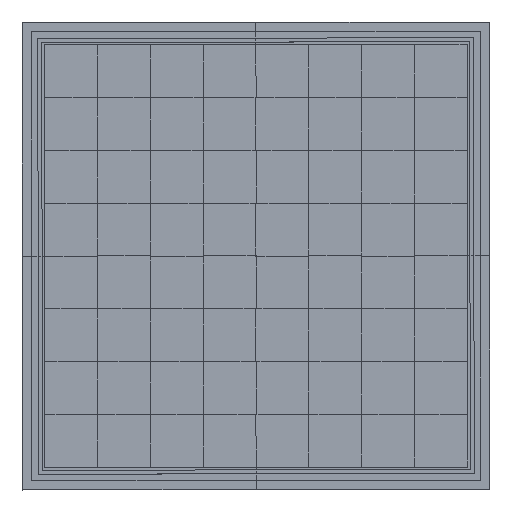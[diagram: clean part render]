
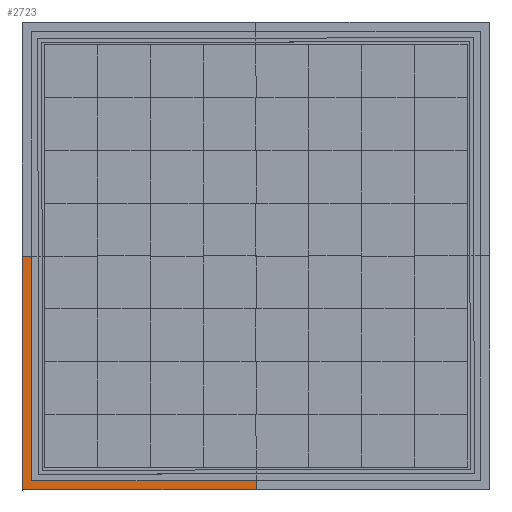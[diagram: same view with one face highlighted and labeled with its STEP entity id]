
A CAD part, top view. The second image highlights one B-rep face of the part: STEP entity #2723.
In plain terms, the highlighted planar face has unit normal (0, 0, 1).
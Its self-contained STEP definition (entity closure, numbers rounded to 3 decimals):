
#108=PLANE('',#3000);
#254=FACE_OUTER_BOUND('',#412,.T.);
#412=EDGE_LOOP('',(#2153,#2154,#2155,#2156,#2157,#2158));
#638=LINE('',#4144,#978);
#650=LINE('',#4169,#990);
#654=LINE('',#4176,#994);
#659=LINE('',#4187,#999);
#662=LINE('',#4191,#1002);
#663=LINE('',#4193,#1003);
#978=VECTOR('',#3411,10.);
#990=VECTOR('',#3431,10.);
#994=VECTOR('',#3437,10.);
#999=VECTOR('',#3446,10.);
#1002=VECTOR('',#3451,10.);
#1003=VECTOR('',#3454,10.);
#1296=VERTEX_POINT('',#4141);
#1297=VERTEX_POINT('',#4143);
#1305=VERTEX_POINT('',#4167);
#1306=VERTEX_POINT('',#4168);
#1311=VERTEX_POINT('',#4184);
#1312=VERTEX_POINT('',#4186);
#1578=EDGE_CURVE('',#1297,#1296,#638,.T.);
#1590=EDGE_CURVE('',#1305,#1306,#650,.T.);
#1594=EDGE_CURVE('',#1306,#1297,#654,.T.);
#1599=EDGE_CURVE('',#1312,#1311,#659,.T.);
#1602=EDGE_CURVE('',#1296,#1312,#662,.T.);
#1603=EDGE_CURVE('',#1311,#1305,#663,.T.);
#2153=ORIENTED_EDGE('',*,*,#1594,.T.);
#2154=ORIENTED_EDGE('',*,*,#1578,.T.);
#2155=ORIENTED_EDGE('',*,*,#1602,.T.);
#2156=ORIENTED_EDGE('',*,*,#1599,.T.);
#2157=ORIENTED_EDGE('',*,*,#1603,.T.);
#2158=ORIENTED_EDGE('',*,*,#1590,.T.);
#2723=ADVANCED_FACE('',(#254),#108,.T.);
#3000=AXIS2_PLACEMENT_3D('',#4195,#3456,#3457);
#3411=DIRECTION('',(-1.,0.,0.));
#3431=DIRECTION('',(-1.,0.,0.));
#3437=DIRECTION('',(0.,1.,0.));
#3446=DIRECTION('',(1.,0.,0.));
#3451=DIRECTION('',(0.,-1.,0.));
#3454=DIRECTION('',(0.,1.,0.));
#3456=DIRECTION('center_axis',(0.,0.,1.));
#3457=DIRECTION('ref_axis',(1.,0.,0.));
#4141=CARTESIAN_POINT('',(-97.,80.,3.));
#4143=CARTESIAN_POINT('',(-90.,80.,3.));
#4144=CARTESIAN_POINT('',(80.,80.,3.));
#4167=CARTESIAN_POINT('',(80.,-90.,3.));
#4168=CARTESIAN_POINT('',(-90.,-90.,3.));
#4169=CARTESIAN_POINT('',(-49.25,-90.,3.));
#4176=CARTESIAN_POINT('',(-90.,35.75,3.));
#4184=CARTESIAN_POINT('',(80.,-97.,3.));
#4186=CARTESIAN_POINT('',(-97.,-97.,3.));
#4187=CARTESIAN_POINT('',(-97.,-97.,3.));
#4191=CARTESIAN_POINT('',(-97.,80.,3.));
#4193=CARTESIAN_POINT('',(80.,-97.,3.));
#4195=CARTESIAN_POINT('Origin',(-8.5,-8.5,3.));
